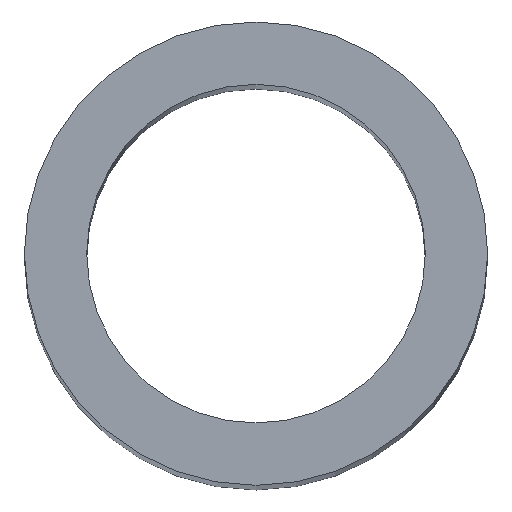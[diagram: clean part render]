
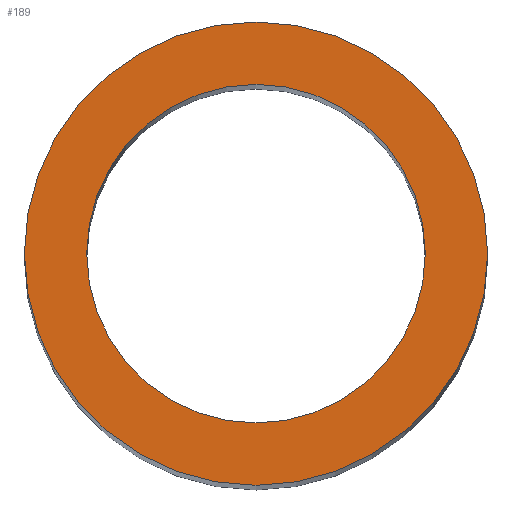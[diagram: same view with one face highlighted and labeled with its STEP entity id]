
A CAD part, top view. The second image highlights one B-rep face of the part: STEP entity #189.
In plain terms, the highlighted planar face has unit normal (0, 0, 1).
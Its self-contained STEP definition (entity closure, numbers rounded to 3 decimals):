
#51=CARTESIAN_POINT('',(-34.113,4.832,150.0));
#52=VERTEX_POINT('',#51);
#68=CARTESIAN_POINT('',(-8.113,4.832,150.0));
#69=VERTEX_POINT('',#68);
#76=CARTESIAN_POINT('',(-21.113,4.832,150.0));
#77=DIRECTION('',(0.0,0.0,-1.0));
#78=DIRECTION('',(-1.0,0.0,0.0));
#79=AXIS2_PLACEMENT_3D('',#76,#77,#78);
#80=CIRCLE('',#79,13.0);
#81=EDGE_CURVE('',#69,#52,#80,.T.);
#91=CARTESIAN_POINT('',(-30.613,4.832,150.0));
#92=VERTEX_POINT('',#91);
#101=CARTESIAN_POINT('',(-11.613,4.832,150.0));
#102=VERTEX_POINT('',#101);
#103=CARTESIAN_POINT('',(-21.113,4.832,150.0));
#104=DIRECTION('',(0.0,0.0,-1.0));
#105=DIRECTION('',(-1.0,0.0,0.0));
#106=AXIS2_PLACEMENT_3D('',#103,#104,#105);
#107=CIRCLE('',#106,9.5);
#108=EDGE_CURVE('',#102,#92,#107,.T.);
#142=CARTESIAN_POINT('',(-21.113,4.832,150.0));
#143=DIRECTION('',(0.0,0.0,-1.0));
#144=DIRECTION('',(-1.0,0.0,0.0));
#145=AXIS2_PLACEMENT_3D('',#142,#143,#144);
#146=CIRCLE('',#145,9.5);
#147=EDGE_CURVE('',#92,#102,#146,.T.);
#158=CARTESIAN_POINT('',(-21.113,4.832,150.0));
#159=DIRECTION('',(0.0,0.0,-1.0));
#160=DIRECTION('',(-1.0,0.0,0.0));
#161=AXIS2_PLACEMENT_3D('',#158,#159,#160);
#162=CIRCLE('',#161,13.0);
#163=EDGE_CURVE('',#52,#69,#162,.T.);
#176=CARTESIAN_POINT('',(-21.113,4.832,150.0));
#177=DIRECTION('',(0.0,0.0,-1.0));
#178=DIRECTION('',(-1.0,0.0,0.0));
#179=AXIS2_PLACEMENT_3D('',#176,#177,#178);
#180=PLANE('',#179);
#181=ORIENTED_EDGE('',*,*,#81,.F.);
#182=ORIENTED_EDGE('',*,*,#163,.F.);
#183=EDGE_LOOP('',(#181,#182));
#184=FACE_OUTER_BOUND('',#183,.T.);
#185=ORIENTED_EDGE('',*,*,#108,.T.);
#186=ORIENTED_EDGE('',*,*,#147,.T.);
#187=EDGE_LOOP('',(#185,#186));
#188=FACE_BOUND('',#187,.T.);
#189=ADVANCED_FACE('',(#184,#188),#180,.F.);
